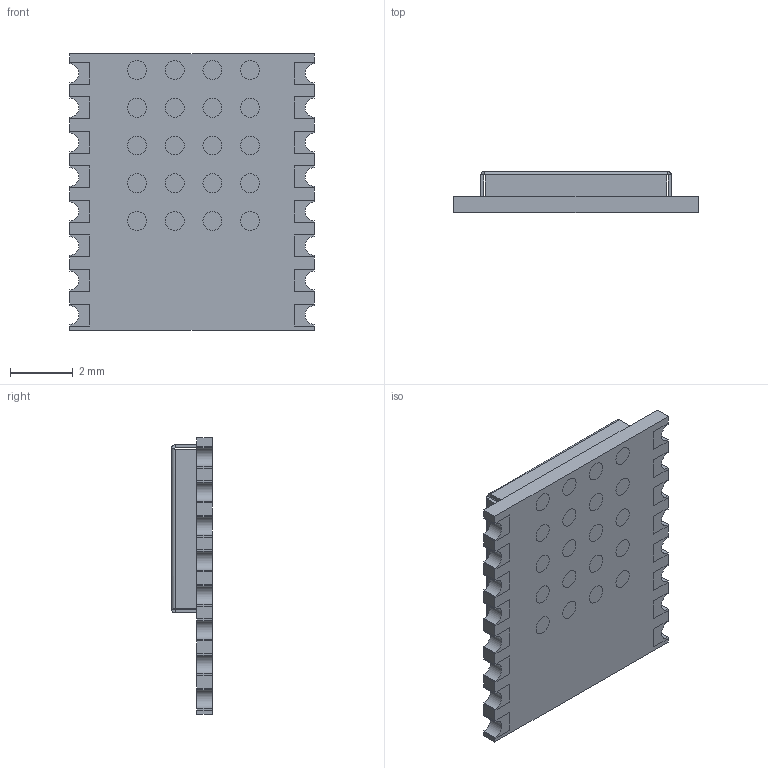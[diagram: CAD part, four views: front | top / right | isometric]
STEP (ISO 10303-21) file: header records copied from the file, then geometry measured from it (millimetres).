
FILE_DESCRIPTION (( 'STEP AP214' ), '1' );
FILE_NAME ('BC832.STEP', '2023-01-27T04:00:24', ( '' ), ( '' ), 'SwSTEP 2.0', 'SolidWorks 2021', '' );
FILE_SCHEMA (( 'AUTOMOTIVE_DESIGN' ));
Length unit declared in the file: millimetre
Products named in the file (1): BC832
Bounding box: 7.8 x 1.3 x 8.8 mm (x, y, z)
Volume: 37.9 mm3; surface area: 299.8 mm2
Topology: 38 solids, 38 shells, 376 faces, 808 edges, 528 vertices
Faces by surface type: plane 264, cylinder 104, bspline 8
Entity records: 14353 total; most frequent: CARTESIAN_POINT 1929, DIRECTION 1722, ORIENTED_EDGE 1616, EDGE_CURVE 808, VECTOR 600, LINE 600, AXIS2_PLACEMENT_3D 561, VERTEX_POINT 528
